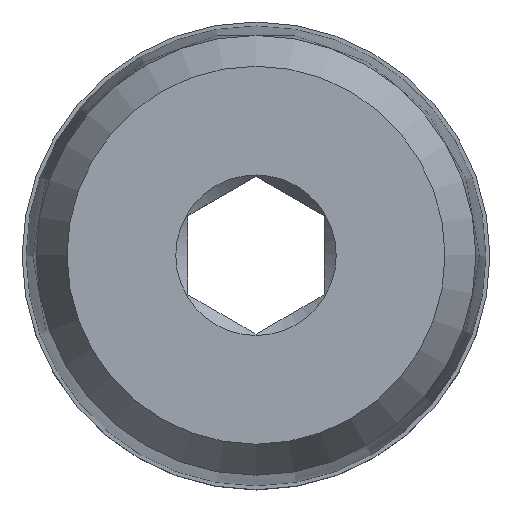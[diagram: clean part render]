
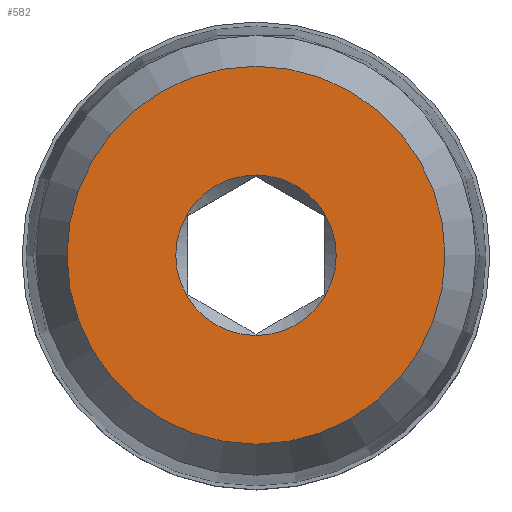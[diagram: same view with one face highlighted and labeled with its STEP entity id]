
A CAD part, top view. The second image highlights one B-rep face of the part: STEP entity #582.
In plain terms, the highlighted planar face has unit normal (0, 0, 1).
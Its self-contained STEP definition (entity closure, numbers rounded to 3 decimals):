
#58=PLANE('',#635);
#65=CIRCLE('',#599,2.35);
#84=CIRCLE('',#636,5.535);
#133=ORIENTED_EDGE('',*,*,#198,.F.);
#134=ORIENTED_EDGE('',*,*,#173,.T.);
#173=EDGE_CURVE('',#213,#213,#65,.T.);
#198=EDGE_CURVE('',#238,#238,#84,.T.);
#213=VERTEX_POINT('',#804);
#238=VERTEX_POINT('',#872);
#283=EDGE_LOOP('',(#133));
#284=EDGE_LOOP('',(#134));
#335=FACE_BOUND('',#283,.T.);
#336=FACE_BOUND('',#284,.T.);
#582=ADVANCED_FACE('',(#335,#336),#58,.F.);
#599=AXIS2_PLACEMENT_3D('',#803,#653,#654);
#635=AXIS2_PLACEMENT_3D('',#870,#731,#732);
#636=AXIS2_PLACEMENT_3D('',#871,#733,#734);
#653=DIRECTION('',(0.,0.,-1.));
#654=DIRECTION('',(0.,1.,0.));
#731=DIRECTION('',(0.,0.,-1.));
#732=DIRECTION('',(-1.,0.,0.));
#733=DIRECTION('',(0.,0.,-1.));
#734=DIRECTION('',(-1.,0.,0.));
#803=CARTESIAN_POINT('',(0.,0.,11.));
#804=CARTESIAN_POINT('',(0.,2.35,11.));
#870=CARTESIAN_POINT('',(0.,0.,11.));
#871=CARTESIAN_POINT('',(0.,0.,11.));
#872=CARTESIAN_POINT('',(-5.535,0.,11.));
